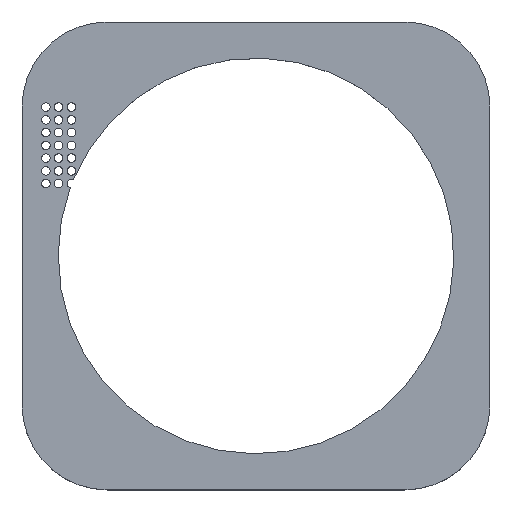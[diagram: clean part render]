
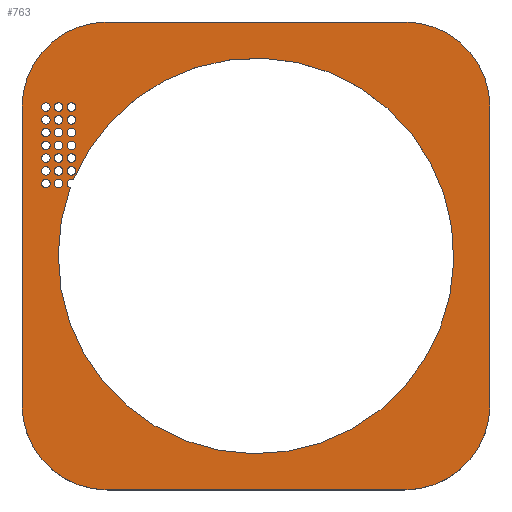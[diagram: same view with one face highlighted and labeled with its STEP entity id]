
A CAD part, top view. The second image highlights one B-rep face of the part: STEP entity #763.
In plain terms, the highlighted planar face has unit normal (0, 0, 1).
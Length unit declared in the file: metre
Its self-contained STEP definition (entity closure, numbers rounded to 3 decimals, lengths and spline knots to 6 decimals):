
#21=CIRCLE('',#820,0.01);
#23=CIRCLE('',#824,0.01);
#25=CIRCLE('',#828,0.01);
#27=CIRCLE('',#832,0.01);
#28=CIRCLE('',#834,0.0005);
#29=CIRCLE('',#835,0.0005);
#30=CIRCLE('',#836,0.0005);
#31=CIRCLE('',#837,0.0005);
#32=CIRCLE('',#838,0.0005);
#33=CIRCLE('',#839,0.0005);
#34=CIRCLE('',#840,0.02325);
#35=CIRCLE('',#841,0.0005);
#36=CIRCLE('',#842,0.0005);
#37=CIRCLE('',#843,0.0005);
#38=CIRCLE('',#844,0.0005);
#39=CIRCLE('',#845,0.0005);
#40=CIRCLE('',#846,0.0005);
#41=CIRCLE('',#847,0.0005);
#42=CIRCLE('',#848,0.0005);
#43=CIRCLE('',#849,0.0005);
#44=CIRCLE('',#850,0.0005);
#45=CIRCLE('',#851,0.0005);
#46=CIRCLE('',#852,0.0005);
#47=CIRCLE('',#853,0.0005);
#48=CIRCLE('',#854,0.0005);
#49=CIRCLE('',#855,0.0005);
#166=ORIENTED_EDGE('',*,*,#316,.T.);
#167=ORIENTED_EDGE('',*,*,#320,.T.);
#168=ORIENTED_EDGE('',*,*,#323,.T.);
#169=ORIENTED_EDGE('',*,*,#326,.T.);
#170=ORIENTED_EDGE('',*,*,#329,.F.);
#171=ORIENTED_EDGE('',*,*,#332,.T.);
#172=ORIENTED_EDGE('',*,*,#335,.F.);
#173=ORIENTED_EDGE('',*,*,#337,.T.);
#174=ORIENTED_EDGE('',*,*,#338,.F.);
#175=ORIENTED_EDGE('',*,*,#339,.F.);
#176=ORIENTED_EDGE('',*,*,#340,.F.);
#177=ORIENTED_EDGE('',*,*,#341,.F.);
#178=ORIENTED_EDGE('',*,*,#342,.F.);
#179=ORIENTED_EDGE('',*,*,#343,.F.);
#180=ORIENTED_EDGE('',*,*,#344,.F.);
#181=ORIENTED_EDGE('',*,*,#345,.F.);
#182=ORIENTED_EDGE('',*,*,#346,.F.);
#183=ORIENTED_EDGE('',*,*,#347,.F.);
#184=ORIENTED_EDGE('',*,*,#348,.F.);
#185=ORIENTED_EDGE('',*,*,#349,.F.);
#186=ORIENTED_EDGE('',*,*,#350,.F.);
#187=ORIENTED_EDGE('',*,*,#351,.F.);
#188=ORIENTED_EDGE('',*,*,#352,.F.);
#189=ORIENTED_EDGE('',*,*,#353,.F.);
#190=ORIENTED_EDGE('',*,*,#354,.F.);
#191=ORIENTED_EDGE('',*,*,#355,.F.);
#192=ORIENTED_EDGE('',*,*,#356,.F.);
#193=ORIENTED_EDGE('',*,*,#357,.F.);
#194=ORIENTED_EDGE('',*,*,#358,.F.);
#195=ORIENTED_EDGE('',*,*,#359,.F.);
#316=EDGE_CURVE('',#403,#402,#478,.T.);
#320=EDGE_CURVE('',#402,#405,#21,.T.);
#323=EDGE_CURVE('',#405,#407,#483,.T.);
#326=EDGE_CURVE('',#407,#409,#23,.T.);
#329=EDGE_CURVE('',#411,#409,#487,.T.);
#332=EDGE_CURVE('',#411,#413,#25,.T.);
#335=EDGE_CURVE('',#415,#413,#491,.T.);
#337=EDGE_CURVE('',#415,#403,#27,.T.);
#338=EDGE_CURVE('',#416,#416,#28,.T.);
#339=EDGE_CURVE('',#417,#417,#29,.T.);
#340=EDGE_CURVE('',#418,#418,#30,.T.);
#341=EDGE_CURVE('',#419,#419,#31,.T.);
#342=EDGE_CURVE('',#420,#420,#32,.T.);
#343=EDGE_CURVE('',#421,#421,#33,.T.);
#344=EDGE_CURVE('',#422,#423,#34,.T.);
#345=EDGE_CURVE('',#423,#422,#35,.T.);
#346=EDGE_CURVE('',#424,#424,#36,.T.);
#347=EDGE_CURVE('',#425,#425,#37,.T.);
#348=EDGE_CURVE('',#426,#426,#38,.T.);
#349=EDGE_CURVE('',#427,#427,#39,.T.);
#350=EDGE_CURVE('',#428,#428,#40,.T.);
#351=EDGE_CURVE('',#429,#429,#41,.T.);
#352=EDGE_CURVE('',#430,#430,#42,.T.);
#353=EDGE_CURVE('',#431,#431,#43,.T.);
#354=EDGE_CURVE('',#432,#432,#44,.T.);
#355=EDGE_CURVE('',#433,#433,#45,.T.);
#356=EDGE_CURVE('',#434,#434,#46,.T.);
#357=EDGE_CURVE('',#435,#435,#47,.T.);
#358=EDGE_CURVE('',#436,#436,#48,.T.);
#359=EDGE_CURVE('',#437,#437,#49,.T.);
#402=VERTEX_POINT('',#1194);
#403=VERTEX_POINT('',#1196);
#405=VERTEX_POINT('',#1202);
#407=VERTEX_POINT('',#1208);
#409=VERTEX_POINT('',#1214);
#411=VERTEX_POINT('',#1220);
#413=VERTEX_POINT('',#1226);
#415=VERTEX_POINT('',#1232);
#416=VERTEX_POINT('',#1239);
#417=VERTEX_POINT('',#1241);
#418=VERTEX_POINT('',#1243);
#419=VERTEX_POINT('',#1245);
#420=VERTEX_POINT('',#1247);
#421=VERTEX_POINT('',#1249);
#422=VERTEX_POINT('',#1251);
#423=VERTEX_POINT('',#1252);
#424=VERTEX_POINT('',#1255);
#425=VERTEX_POINT('',#1257);
#426=VERTEX_POINT('',#1259);
#427=VERTEX_POINT('',#1261);
#428=VERTEX_POINT('',#1263);
#429=VERTEX_POINT('',#1265);
#430=VERTEX_POINT('',#1267);
#431=VERTEX_POINT('',#1269);
#432=VERTEX_POINT('',#1271);
#433=VERTEX_POINT('',#1273);
#434=VERTEX_POINT('',#1275);
#435=VERTEX_POINT('',#1277);
#436=VERTEX_POINT('',#1279);
#437=VERTEX_POINT('',#1281);
#478=LINE('',#1195,#512);
#483=LINE('',#1209,#517);
#487=LINE('',#1221,#521);
#491=LINE('',#1233,#525);
#512=VECTOR('',#956,1.);
#517=VECTOR('',#969,1.);
#521=VECTOR('',#981,1.);
#525=VECTOR('',#993,1.);
#544=EDGE_LOOP('',(#166,#167,#168,#169,#170,#171,#172,#173));
#545=EDGE_LOOP('',(#174));
#546=EDGE_LOOP('',(#175));
#547=EDGE_LOOP('',(#176));
#548=EDGE_LOOP('',(#177));
#549=EDGE_LOOP('',(#178));
#550=EDGE_LOOP('',(#179));
#551=EDGE_LOOP('',(#180,#181));
#552=EDGE_LOOP('',(#182));
#553=EDGE_LOOP('',(#183));
#554=EDGE_LOOP('',(#184));
#555=EDGE_LOOP('',(#185));
#556=EDGE_LOOP('',(#186));
#557=EDGE_LOOP('',(#187));
#558=EDGE_LOOP('',(#188));
#559=EDGE_LOOP('',(#189));
#560=EDGE_LOOP('',(#190));
#561=EDGE_LOOP('',(#191));
#562=EDGE_LOOP('',(#192));
#563=EDGE_LOOP('',(#193));
#564=EDGE_LOOP('',(#194));
#565=EDGE_LOOP('',(#195));
#648=FACE_BOUND('',#544,.T.);
#649=FACE_BOUND('',#545,.T.);
#650=FACE_BOUND('',#546,.T.);
#651=FACE_BOUND('',#547,.T.);
#652=FACE_BOUND('',#548,.T.);
#653=FACE_BOUND('',#549,.T.);
#654=FACE_BOUND('',#550,.T.);
#655=FACE_BOUND('',#551,.T.);
#656=FACE_BOUND('',#552,.T.);
#657=FACE_BOUND('',#553,.T.);
#658=FACE_BOUND('',#554,.T.);
#659=FACE_BOUND('',#555,.T.);
#660=FACE_BOUND('',#556,.T.);
#661=FACE_BOUND('',#557,.T.);
#662=FACE_BOUND('',#558,.T.);
#663=FACE_BOUND('',#559,.T.);
#664=FACE_BOUND('',#560,.T.);
#665=FACE_BOUND('',#561,.T.);
#666=FACE_BOUND('',#562,.T.);
#667=FACE_BOUND('',#563,.T.);
#668=FACE_BOUND('',#564,.T.);
#669=FACE_BOUND('',#565,.T.);
#744=PLANE('',#833);
#763=ADVANCED_FACE('',(#648,#649,#650,#651,#652,#653,#654,#655,#656,#657,
#658,#659,#660,#661,#662,#663,#664,#665,#666,#667,#668,#669),#744,.T.);
#820=AXIS2_PLACEMENT_3D('',#1203,#963,#964);
#824=AXIS2_PLACEMENT_3D('',#1215,#975,#976);
#828=AXIS2_PLACEMENT_3D('',#1227,#987,#988);
#832=AXIS2_PLACEMENT_3D('',#1236,#998,#999);
#833=AXIS2_PLACEMENT_3D('',#1237,#1000,#1001);
#834=AXIS2_PLACEMENT_3D('',#1238,#1002,#1003);
#835=AXIS2_PLACEMENT_3D('',#1240,#1004,#1005);
#836=AXIS2_PLACEMENT_3D('',#1242,#1006,#1007);
#837=AXIS2_PLACEMENT_3D('',#1244,#1008,#1009);
#838=AXIS2_PLACEMENT_3D('',#1246,#1010,#1011);
#839=AXIS2_PLACEMENT_3D('',#1248,#1012,#1013);
#840=AXIS2_PLACEMENT_3D('',#1250,#1014,#1015);
#841=AXIS2_PLACEMENT_3D('',#1253,#1016,#1017);
#842=AXIS2_PLACEMENT_3D('',#1254,#1018,#1019);
#843=AXIS2_PLACEMENT_3D('',#1256,#1020,#1021);
#844=AXIS2_PLACEMENT_3D('',#1258,#1022,#1023);
#845=AXIS2_PLACEMENT_3D('',#1260,#1024,#1025);
#846=AXIS2_PLACEMENT_3D('',#1262,#1026,#1027);
#847=AXIS2_PLACEMENT_3D('',#1264,#1028,#1029);
#848=AXIS2_PLACEMENT_3D('',#1266,#1030,#1031);
#849=AXIS2_PLACEMENT_3D('',#1268,#1032,#1033);
#850=AXIS2_PLACEMENT_3D('',#1270,#1034,#1035);
#851=AXIS2_PLACEMENT_3D('',#1272,#1036,#1037);
#852=AXIS2_PLACEMENT_3D('',#1274,#1038,#1039);
#853=AXIS2_PLACEMENT_3D('',#1276,#1040,#1041);
#854=AXIS2_PLACEMENT_3D('',#1278,#1042,#1043);
#855=AXIS2_PLACEMENT_3D('',#1280,#1044,#1045);
#956=DIRECTION('',(-1.,0.,0.));
#963=DIRECTION('',(0.,0.,1.));
#964=DIRECTION('',(1.,0.,0.));
#969=DIRECTION('',(0.,-1.,0.));
#975=DIRECTION('',(0.,0.,1.));
#976=DIRECTION('',(1.,0.,0.));
#981=DIRECTION('',(-1.,0.,0.));
#987=DIRECTION('',(0.,0.,1.));
#988=DIRECTION('',(1.,0.,0.));
#993=DIRECTION('',(0.,-1.,0.));
#998=DIRECTION('',(0.,0.,1.));
#999=DIRECTION('',(1.,0.,0.));
#1000=DIRECTION('',(0.,0.,1.));
#1001=DIRECTION('',(1.,0.,0.));
#1002=DIRECTION('',(0.,0.,1.));
#1003=DIRECTION('',(1.,0.,0.));
#1004=DIRECTION('',(0.,0.,1.));
#1005=DIRECTION('',(1.,0.,0.));
#1006=DIRECTION('',(0.,0.,1.));
#1007=DIRECTION('',(1.,0.,0.));
#1008=DIRECTION('',(0.,0.,1.));
#1009=DIRECTION('',(1.,0.,0.));
#1010=DIRECTION('',(0.,0.,1.));
#1011=DIRECTION('',(1.,0.,0.));
#1012=DIRECTION('',(0.,0.,1.));
#1013=DIRECTION('',(1.,0.,0.));
#1014=DIRECTION('',(0.,0.,1.));
#1015=DIRECTION('',(1.,0.,0.));
#1016=DIRECTION('',(0.,0.,1.));
#1017=DIRECTION('',(1.,0.,0.));
#1018=DIRECTION('',(0.,0.,1.));
#1019=DIRECTION('',(1.,0.,0.));
#1020=DIRECTION('',(0.,0.,1.));
#1021=DIRECTION('',(1.,0.,0.));
#1022=DIRECTION('',(0.,0.,1.));
#1023=DIRECTION('',(1.,0.,0.));
#1024=DIRECTION('',(0.,0.,1.));
#1025=DIRECTION('',(1.,0.,0.));
#1026=DIRECTION('',(0.,0.,1.));
#1027=DIRECTION('',(1.,0.,0.));
#1028=DIRECTION('',(0.,0.,1.));
#1029=DIRECTION('',(1.,0.,0.));
#1030=DIRECTION('',(0.,0.,1.));
#1031=DIRECTION('',(1.,0.,0.));
#1032=DIRECTION('',(0.,0.,1.));
#1033=DIRECTION('',(1.,0.,0.));
#1034=DIRECTION('',(0.,0.,1.));
#1035=DIRECTION('',(1.,0.,0.));
#1036=DIRECTION('',(0.,0.,1.));
#1037=DIRECTION('',(1.,0.,0.));
#1038=DIRECTION('',(0.,0.,1.));
#1039=DIRECTION('',(1.,0.,0.));
#1040=DIRECTION('',(0.,0.,1.));
#1041=DIRECTION('',(1.,0.,0.));
#1042=DIRECTION('',(0.,0.,1.));
#1043=DIRECTION('',(1.,0.,0.));
#1044=DIRECTION('',(0.,0.,1.));
#1045=DIRECTION('',(1.,0.,0.));
#1194=CARTESIAN_POINT('',(-0.0175,0.0275,0.007));
#1195=CARTESIAN_POINT('',(0.,0.0275,0.007));
#1196=CARTESIAN_POINT('',(0.0175,0.0275,0.007));
#1202=CARTESIAN_POINT('',(-0.0275,0.0175,0.007));
#1203=CARTESIAN_POINT('',(-0.0175,0.0175,0.007));
#1208=CARTESIAN_POINT('',(-0.0275,-0.0175,0.007));
#1209=CARTESIAN_POINT('',(-0.0275,0.,0.007));
#1214=CARTESIAN_POINT('',(-0.0175,-0.0275,0.007));
#1215=CARTESIAN_POINT('',(-0.0175,-0.0175,0.007));
#1220=CARTESIAN_POINT('',(0.0175,-0.0275,0.007));
#1221=CARTESIAN_POINT('',(0.,-0.0275,0.007));
#1226=CARTESIAN_POINT('',(0.0275,-0.0175,0.007));
#1227=CARTESIAN_POINT('',(0.0175,-0.0175,0.007));
#1232=CARTESIAN_POINT('',(0.0275,0.0175,0.007));
#1233=CARTESIAN_POINT('',(0.0275,0.,0.007));
#1236=CARTESIAN_POINT('',(0.0175,0.0175,0.007));
#1237=CARTESIAN_POINT('',(0.,0.05125,0.007));
#1238=CARTESIAN_POINT('',(-0.0217,0.0175,0.007));
#1239=CARTESIAN_POINT('',(-0.0212,0.0175,0.007));
#1240=CARTESIAN_POINT('',(-0.0217,0.016,0.007));
#1241=CARTESIAN_POINT('',(-0.0212,0.016,0.007));
#1242=CARTESIAN_POINT('',(-0.0217,0.0145,0.007));
#1243=CARTESIAN_POINT('',(-0.0212,0.0145,0.007));
#1244=CARTESIAN_POINT('',(-0.0217,0.013,0.007));
#1245=CARTESIAN_POINT('',(-0.0212,0.013,0.007));
#1246=CARTESIAN_POINT('',(-0.0217,0.0115,0.007));
#1247=CARTESIAN_POINT('',(-0.0212,0.0115,0.007));
#1248=CARTESIAN_POINT('',(-0.0217,0.01,0.007));
#1249=CARTESIAN_POINT('',(-0.0212,0.01,0.007));
#1250=CARTESIAN_POINT('',(0.,0.,0.007));
#1251=CARTESIAN_POINT('',(-0.021825,0.008016,0.007));
#1252=CARTESIAN_POINT('',(-0.021463,0.00894,0.007));
#1253=CARTESIAN_POINT('',(-0.0217,0.0085,0.007));
#1254=CARTESIAN_POINT('',(-0.0232,0.0175,0.007));
#1255=CARTESIAN_POINT('',(-0.0227,0.0175,0.007));
#1256=CARTESIAN_POINT('',(-0.0232,0.016,0.007));
#1257=CARTESIAN_POINT('',(-0.0227,0.016,0.007));
#1258=CARTESIAN_POINT('',(-0.0232,0.0145,0.007));
#1259=CARTESIAN_POINT('',(-0.0227,0.0145,0.007));
#1260=CARTESIAN_POINT('',(-0.0232,0.013,0.007));
#1261=CARTESIAN_POINT('',(-0.0227,0.013,0.007));
#1262=CARTESIAN_POINT('',(-0.0232,0.0115,0.007));
#1263=CARTESIAN_POINT('',(-0.0227,0.0115,0.007));
#1264=CARTESIAN_POINT('',(-0.0232,0.01,0.007));
#1265=CARTESIAN_POINT('',(-0.0227,0.01,0.007));
#1266=CARTESIAN_POINT('',(-0.0232,0.0085,0.007));
#1267=CARTESIAN_POINT('',(-0.0227,0.0085,0.007));
#1268=CARTESIAN_POINT('',(-0.0247,0.0175,0.007));
#1269=CARTESIAN_POINT('',(-0.0242,0.0175,0.007));
#1270=CARTESIAN_POINT('',(-0.0247,0.016,0.007));
#1271=CARTESIAN_POINT('',(-0.0242,0.016,0.007));
#1272=CARTESIAN_POINT('',(-0.0247,0.0145,0.007));
#1273=CARTESIAN_POINT('',(-0.0242,0.0145,0.007));
#1274=CARTESIAN_POINT('',(-0.0247,0.013,0.007));
#1275=CARTESIAN_POINT('',(-0.0242,0.013,0.007));
#1276=CARTESIAN_POINT('',(-0.0247,0.0115,0.007));
#1277=CARTESIAN_POINT('',(-0.0242,0.0115,0.007));
#1278=CARTESIAN_POINT('',(-0.0247,0.01,0.007));
#1279=CARTESIAN_POINT('',(-0.0242,0.01,0.007));
#1280=CARTESIAN_POINT('',(-0.0247,0.0085,0.007));
#1281=CARTESIAN_POINT('',(-0.0242,0.0085,0.007));
